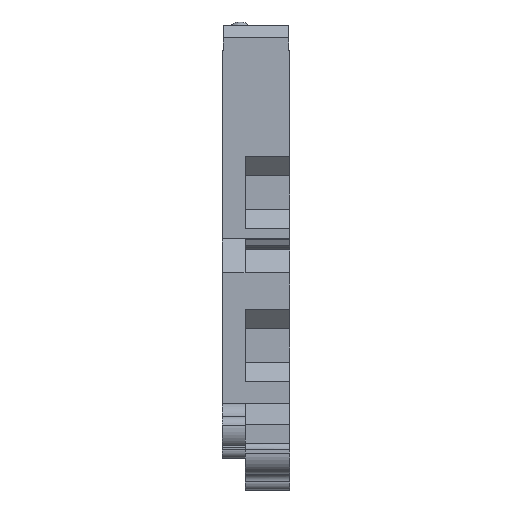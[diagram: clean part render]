
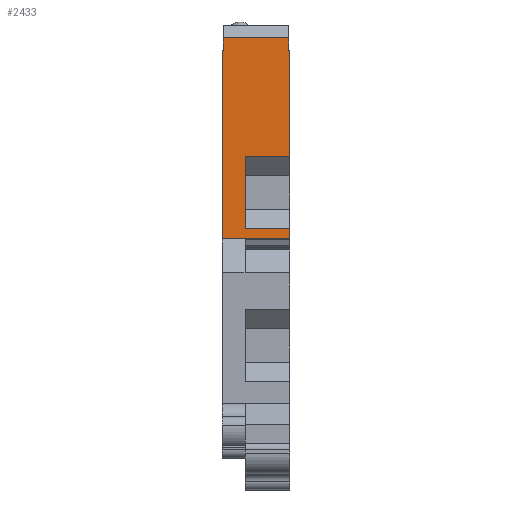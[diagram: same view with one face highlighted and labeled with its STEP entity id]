
A CAD part, front view. The second image highlights one B-rep face of the part: STEP entity #2433.
In plain terms, the highlighted planar face has unit normal (0, -1, 0).
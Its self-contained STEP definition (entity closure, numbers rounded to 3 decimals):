
#2365=AXIS2_PLACEMENT_3D('Plane Axis2P3D',#2362,#2363,#2364) ;
#158=CARTESIAN_POINT('Vertex',(0.,13.75,29.7)) ;
#161=CARTESIAN_POINT('Line Origine',(0.,13.75,40.85)) ;
#165=CARTESIAN_POINT('Vertex',(0.,13.75,52.)) ;
#1223=CARTESIAN_POINT('Vertex',(8.,13.75,52.)) ;
#1226=CARTESIAN_POINT('Line Origine',(8.,13.75,45.725)) ;
#1230=CARTESIAN_POINT('Vertex',(8.,13.75,39.45)) ;
#1286=CARTESIAN_POINT('Vertex',(8.,13.75,30.95)) ;
#1289=CARTESIAN_POINT('Line Origine',(8.,13.75,30.325)) ;
#1293=CARTESIAN_POINT('Vertex',(8.,13.75,29.7)) ;
#2294=CARTESIAN_POINT('Line Origine',(4.,13.75,29.7)) ;
#2362=CARTESIAN_POINT('Axis2P3D Location',(0.,13.75,39.45)) ;
#2367=CARTESIAN_POINT('Line Origine',(5.35,13.75,30.95)) ;
#2371=CARTESIAN_POINT('Vertex',(2.7,13.75,30.95)) ;
#2374=CARTESIAN_POINT('Line Origine',(2.7,13.75,35.2)) ;
#2378=CARTESIAN_POINT('Vertex',(2.7,13.75,39.45)) ;
#2381=CARTESIAN_POINT('Line Origine',(5.35,13.75,39.45)) ;
#2386=CARTESIAN_POINT('Line Origine',(7.95,13.75,52.)) ;
#2390=CARTESIAN_POINT('Vertex',(7.9,13.75,52.)) ;
#2393=CARTESIAN_POINT('Line Origine',(7.9,13.75,52.75)) ;
#2397=CARTESIAN_POINT('Vertex',(7.9,13.75,53.5)) ;
#2400=CARTESIAN_POINT('Line Origine',(4.,13.75,53.5)) ;
#2404=CARTESIAN_POINT('Vertex',(0.1,13.75,53.5)) ;
#2407=CARTESIAN_POINT('Line Origine',(0.1,13.75,52.75)) ;
#2411=CARTESIAN_POINT('Vertex',(0.1,13.75,52.)) ;
#2414=CARTESIAN_POINT('Line Origine',(0.05,13.75,52.)) ;
#162=DIRECTION('Vector Direction',(0.,0.,-1.)) ;
#1227=DIRECTION('Vector Direction',(0.,0.,-1.)) ;
#1290=DIRECTION('Vector Direction',(0.,0.,-1.)) ;
#2295=DIRECTION('Vector Direction',(-1.,0.,0.)) ;
#2363=DIRECTION('Axis2P3D Direction',(0.,1.,0.)) ;
#2364=DIRECTION('Axis2P3D XDirection',(0.,0.,1.)) ;
#2368=DIRECTION('Vector Direction',(1.,0.,0.)) ;
#2375=DIRECTION('Vector Direction',(0.,0.,-1.)) ;
#2382=DIRECTION('Vector Direction',(-1.,0.,0.)) ;
#2387=DIRECTION('Vector Direction',(1.,0.,0.)) ;
#2394=DIRECTION('Vector Direction',(0.,0.,-1.)) ;
#2401=DIRECTION('Vector Direction',(1.,0.,0.)) ;
#2408=DIRECTION('Vector Direction',(0.,0.,-1.)) ;
#2415=DIRECTION('Vector Direction',(1.,0.,0.)) ;
#163=VECTOR('Line Direction',#162,1.) ;
#1228=VECTOR('Line Direction',#1227,1.) ;
#1291=VECTOR('Line Direction',#1290,1.) ;
#2296=VECTOR('Line Direction',#2295,1.) ;
#2369=VECTOR('Line Direction',#2368,1.) ;
#2376=VECTOR('Line Direction',#2375,1.) ;
#2383=VECTOR('Line Direction',#2382,1.) ;
#2388=VECTOR('Line Direction',#2387,1.) ;
#2395=VECTOR('Line Direction',#2394,1.) ;
#2402=VECTOR('Line Direction',#2401,1.) ;
#2409=VECTOR('Line Direction',#2408,1.) ;
#2416=VECTOR('Line Direction',#2415,1.) ;
#2420=ORIENTED_EDGE('',*,*,#167,.T.) ;
#2421=ORIENTED_EDGE('',*,*,#2298,.F.) ;
#2422=ORIENTED_EDGE('',*,*,#1295,.F.) ;
#2423=ORIENTED_EDGE('',*,*,#2373,.F.) ;
#2424=ORIENTED_EDGE('',*,*,#2380,.F.) ;
#2425=ORIENTED_EDGE('',*,*,#2385,.F.) ;
#2426=ORIENTED_EDGE('',*,*,#1232,.F.) ;
#2427=ORIENTED_EDGE('',*,*,#2392,.F.) ;
#2428=ORIENTED_EDGE('',*,*,#2399,.F.) ;
#2429=ORIENTED_EDGE('',*,*,#2406,.F.) ;
#2430=ORIENTED_EDGE('',*,*,#2413,.T.) ;
#2431=ORIENTED_EDGE('',*,*,#2418,.F.) ;
#2433=ADVANCED_FACE('Koerper.2',(#2432),#2366,.F.) ;
#167=EDGE_CURVE('',#166,#159,#164,.T.) ;
#1232=EDGE_CURVE('',#1224,#1231,#1229,.T.) ;
#1295=EDGE_CURVE('',#1287,#1294,#1292,.T.) ;
#2298=EDGE_CURVE('',#1294,#159,#2297,.T.) ;
#2373=EDGE_CURVE('',#2372,#1287,#2370,.T.) ;
#2380=EDGE_CURVE('',#2379,#2372,#2377,.T.) ;
#2385=EDGE_CURVE('',#1231,#2379,#2384,.T.) ;
#2392=EDGE_CURVE('',#2391,#1224,#2389,.T.) ;
#2399=EDGE_CURVE('',#2398,#2391,#2396,.T.) ;
#2406=EDGE_CURVE('',#2405,#2398,#2403,.T.) ;
#2413=EDGE_CURVE('',#2405,#2412,#2410,.T.) ;
#2418=EDGE_CURVE('',#166,#2412,#2417,.T.) ;
#2419=EDGE_LOOP('',(#2420,#2421,#2422,#2423,#2424,#2425,#2426,#2427,#2428,#2429,#2430,#2431)) ;
#2432=FACE_OUTER_BOUND('',#2419,.T.) ;
#164=LINE('Line',#161,#163) ;
#1229=LINE('Line',#1226,#1228) ;
#1292=LINE('Line',#1289,#1291) ;
#2297=LINE('Line',#2294,#2296) ;
#2370=LINE('Line',#2367,#2369) ;
#2377=LINE('Line',#2374,#2376) ;
#2384=LINE('Line',#2381,#2383) ;
#2389=LINE('Line',#2386,#2388) ;
#2396=LINE('Line',#2393,#2395) ;
#2403=LINE('Line',#2400,#2402) ;
#2410=LINE('Line',#2407,#2409) ;
#2417=LINE('Line',#2414,#2416) ;
#2366=PLANE('',#2365) ;
#159=VERTEX_POINT('',#158) ;
#166=VERTEX_POINT('',#165) ;
#1224=VERTEX_POINT('',#1223) ;
#1231=VERTEX_POINT('',#1230) ;
#1287=VERTEX_POINT('',#1286) ;
#1294=VERTEX_POINT('',#1293) ;
#2372=VERTEX_POINT('',#2371) ;
#2379=VERTEX_POINT('',#2378) ;
#2391=VERTEX_POINT('',#2390) ;
#2398=VERTEX_POINT('',#2397) ;
#2405=VERTEX_POINT('',#2404) ;
#2412=VERTEX_POINT('',#2411) ;
